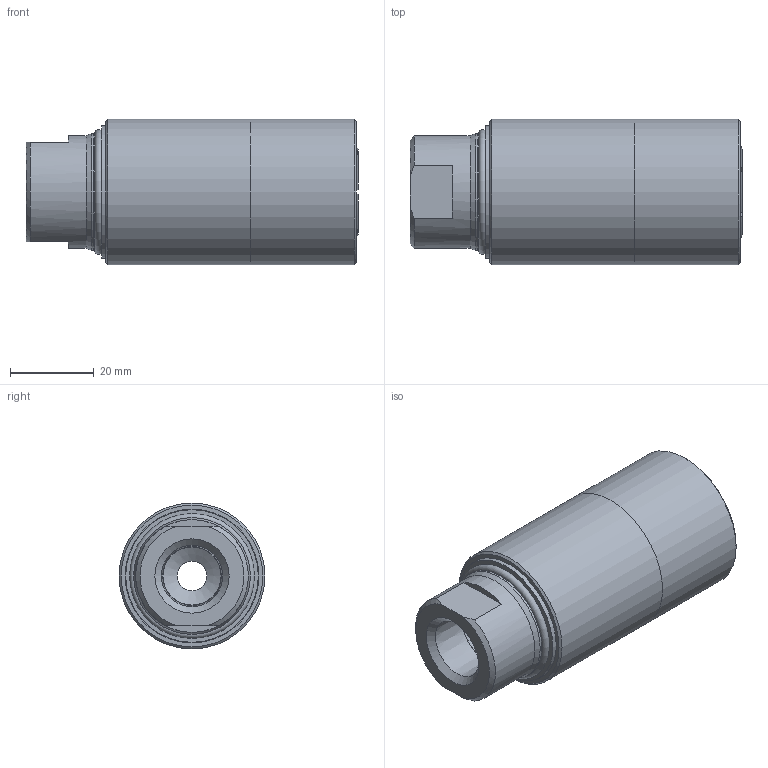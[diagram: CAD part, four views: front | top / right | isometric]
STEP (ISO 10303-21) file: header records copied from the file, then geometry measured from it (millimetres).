
FILE_DESCRIPTION(/* description */ (''),/* implementation_level */ '2;1');
FILE_NAME(/* name */ '60GA08.stp',/* time_stamp */ '2019-02-11T12:56:43-06:00',/* author */ ('scottg'),/* organization */ ('FasTest,Inc.'),/* preprocessor_version */ 'ST-DEVELOPER v17.2',/* originating_system */ 'Autodesk Inventor 2019',/* authorisation */ '');
FILE_SCHEMA (('AUTOMOTIVE_DESIGN { 1 0 10303 214 3 1 1 }'));
Length unit declared in the file: inch
Products named in the file (1): 60GA08
Bounding box: 79.48 x 34.92 x 34.92 mm (x, y, z)
Volume: 60329 mm3; surface area: 14988.1 mm2
Topology: 3 solids, 3 shells, 102 faces, 289 edges, 197 vertices
Faces by surface type: plane 44, cone 30, cylinder 23, torus 5
Full cylindrical faces by diameter (mm): 7.112 x1, 13.894 x1, 21.819 x1, 26.975 x1, 27.94 x2, 31.064 x1, 31.75 x1, 32.004 x1, 34.925 x2
Entity records: 3422 total; most frequent: CARTESIAN_POINT 645, DIRECTION 597, ORIENTED_EDGE 578, EDGE_CURVE 289, AXIS2_PLACEMENT_3D 233, VERTEX_POINT 197, LINE 131, VECTOR 131
